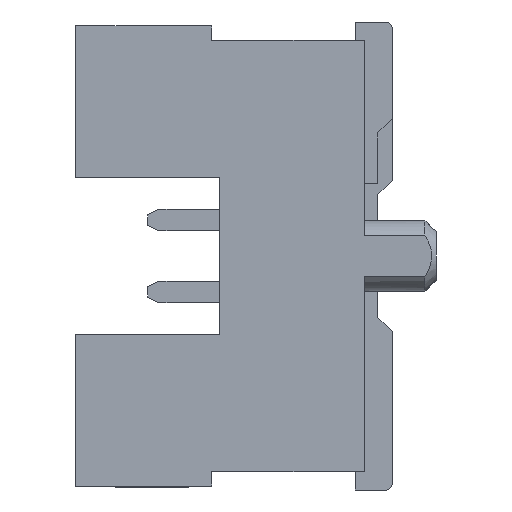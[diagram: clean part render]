
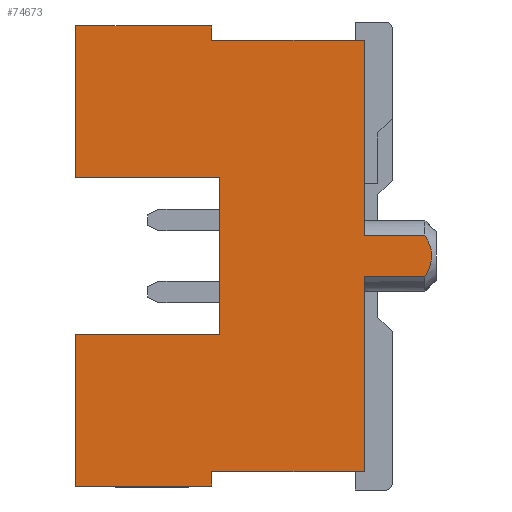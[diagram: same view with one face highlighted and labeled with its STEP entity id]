
A CAD part, left-side view. The second image highlights one B-rep face of the part: STEP entity #74673.
In plain terms, the highlighted planar face has unit normal (-1, 0, 0).
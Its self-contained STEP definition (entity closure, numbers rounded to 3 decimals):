
#4667=DIRECTION('',(0.,1.,0.));
#4668=VECTOR('',#4667,2.54);
#4669=CARTESIAN_POINT('',(-29.85,2.56,-1.395));
#4670=LINE('',#4669,#4668);
#4890=DIRECTION('',(0.,1.,0.));
#4891=VECTOR('',#4890,2.7);
#4892=CARTESIAN_POINT('',(-29.85,0.,3.81));
#4893=LINE('',#4892,#4891);
#4902=DIRECTION('',(0.,0.,1.));
#4903=VECTOR('',#4902,0.255);
#4904=CARTESIAN_POINT('',(-29.85,2.7,3.81));
#4905=LINE('',#4904,#4903);
#4918=DIRECTION('',(0.,-1.,0.));
#4919=VECTOR('',#4918,2.4);
#4920=CARTESIAN_POINT('',(-29.85,5.1,4.065));
#4921=LINE('',#4920,#4919);
#4922=DIRECTION('',(0.,0.,1.));
#4923=VECTOR('',#4922,3.44);
#4924=CARTESIAN_POINT('',(-29.85,0.,-3.81));
#4925=LINE('',#4924,#4923);
#4926=DIRECTION('',(0.,0.,-1.));
#4927=VECTOR('',#4926,2.67);
#4928=CARTESIAN_POINT('',(-29.85,5.1,-1.395));
#4929=LINE('',#4928,#4927);
#4930=DIRECTION('',(0.,-1.,0.));
#4931=VECTOR('',#4930,2.54);
#4932=CARTESIAN_POINT('',(-29.85,5.1,1.395));
#4933=LINE('',#4932,#4931);
#4934=DIRECTION('',(0.,0.,-1.));
#4935=VECTOR('',#4934,2.67);
#4936=CARTESIAN_POINT('',(-29.85,5.1,4.065));
#4937=LINE('',#4936,#4935);
#4938=DIRECTION('',(0.,0.,1.));
#4939=VECTOR('',#4938,3.44);
#4940=CARTESIAN_POINT('',(-29.85,0.,0.37));
#4941=LINE('',#4940,#4939);
#4958=DIRECTION('',(0.,1.,0.));
#4959=VECTOR('',#4958,1.07);
#4960=CARTESIAN_POINT('',(-29.85,-1.07,
0.37));
#4961=LINE('',#4960,#4959);
#4962=DIRECTION('',(0.,-1.,0.));
#4963=VECTOR('',#4962,1.07);
#4964=CARTESIAN_POINT('',(-29.85,0.,-0.37));
#4965=LINE('',#4964,#4963);
#4978=CARTESIAN_POINT('',(-29.85,-1.07,
-0.37));
#4979=CARTESIAN_POINT('',(-29.85,-1.087,
-0.341));
#4980=CARTESIAN_POINT('',(-29.85,-1.117,
-0.286));
#4981=CARTESIAN_POINT('',(-29.85,-1.15,
-0.21));
#4982=CARTESIAN_POINT('',(-29.85,-1.173,
-0.138));
#4983=CARTESIAN_POINT('',(-29.85,-1.187,
-0.069));
#4984=CARTESIAN_POINT('',(-29.85,-1.192,
0.));
#4985=CARTESIAN_POINT('',(-29.85,-1.187,
0.069));
#4986=CARTESIAN_POINT('',(-29.85,-1.173,
0.138));
#4987=CARTESIAN_POINT('',(-29.85,-1.15,
0.21));
#4988=CARTESIAN_POINT('',(-29.85,-1.117,
0.286));
#4989=CARTESIAN_POINT('',(-29.85,-1.087,
0.341));
#4990=CARTESIAN_POINT('',(-29.85,-1.07,
0.37));
#5025=DIRECTION('',(0.,-1.,0.));
#5026=VECTOR('',#5025,2.7);
#5027=CARTESIAN_POINT('',(-29.85,2.7,-3.81));
#5028=LINE('',#5027,#5026);
#5053=DIRECTION('',(0.,0.,1.));
#5054=VECTOR('',#5053,0.255);
#5055=CARTESIAN_POINT('',(-29.85,2.7,-4.065));
#5056=LINE('',#5055,#5054);
#5065=DIRECTION('',(0.,1.,0.));
#5066=VECTOR('',#5065,2.4);
#5067=CARTESIAN_POINT('',(-29.85,2.7,-4.065));
#5068=LINE('',#5067,#5066);
#6509=DIRECTION('',(0.,0.,-1.));
#6510=VECTOR('',#6509,2.79);
#6511=CARTESIAN_POINT('',(-29.85,2.56,1.395));
#6512=LINE('',#6511,#6510);
#62823=CARTESIAN_POINT('',(-29.85,0.,3.81));
#62824=VERTEX_POINT('',#62823);
#62825=CARTESIAN_POINT('',(-29.85,0.,0.37));
#62826=VERTEX_POINT('',#62825);
#62827=CARTESIAN_POINT('',(-29.85,0.,-0.37));
#62828=VERTEX_POINT('',#62827);
#62829=CARTESIAN_POINT('',(-29.85,0.,-3.81));
#62830=VERTEX_POINT('',#62829);
#64313=CARTESIAN_POINT('',(-29.85,5.1,4.065));
#64314=VERTEX_POINT('',#64313);
#64315=CARTESIAN_POINT('',(-29.85,5.1,1.395));
#64316=VERTEX_POINT('',#64315);
#64319=CARTESIAN_POINT('',(-29.85,5.1,-1.395));
#64320=VERTEX_POINT('',#64319);
#64321=CARTESIAN_POINT('',(-29.85,5.1,-4.065));
#64322=VERTEX_POINT('',#64321);
#64335=CARTESIAN_POINT('',(-29.85,2.56,1.395));
#64336=VERTEX_POINT('',#64335);
#64337=CARTESIAN_POINT('',(-29.85,-1.07,
0.37));
#64338=VERTEX_POINT('',#64337);
#64339=VERTEX_POINT('',#4978);
#64340=CARTESIAN_POINT('',(-29.85,2.7,-3.81));
#64341=VERTEX_POINT('',#64340);
#64342=CARTESIAN_POINT('',(-29.85,2.7,-4.065));
#64343=VERTEX_POINT('',#64342);
#64344=CARTESIAN_POINT('',(-29.85,2.56,-1.395));
#64345=VERTEX_POINT('',#64344);
#64346=CARTESIAN_POINT('',(-29.85,2.7,4.065));
#64347=VERTEX_POINT('',#64346);
#64348=CARTESIAN_POINT('',(-29.85,2.7,3.81));
#64349=VERTEX_POINT('',#64348);
#74643=CARTESIAN_POINT('',(-29.85,1.955,0.));
#74644=DIRECTION('',(1.,0.,0.));
#74645=DIRECTION('',(0.,0.,1.));
#74646=AXIS2_PLACEMENT_3D('',#74643,#74644,#74645);
#74647=PLANE('',#74646);
#74649=ORIENTED_EDGE('',*,*,#74648,.F.);
#74651=ORIENTED_EDGE('',*,*,#74650,.F.);
#74653=ORIENTED_EDGE('',*,*,#74652,.F.);
#74654=ORIENTED_EDGE('',*,*,#69909,.F.);
#74656=ORIENTED_EDGE('',*,*,#74655,.F.);
#74658=ORIENTED_EDGE('',*,*,#74657,.F.);
#74660=ORIENTED_EDGE('',*,*,#74659,.T.);
#74661=ORIENTED_EDGE('',*,*,#74297,.F.);
#74662=ORIENTED_EDGE('',*,*,#74335,.F.);
#74664=ORIENTED_EDGE('',*,*,#74663,.F.);
#74665=ORIENTED_EDGE('',*,*,#74384,.F.);
#74666=ORIENTED_EDGE('',*,*,#74408,.F.);
#74667=ORIENTED_EDGE('',*,*,#74638,.T.);
#74668=ORIENTED_EDGE('',*,*,#74625,.F.);
#74669=ORIENTED_EDGE('',*,*,#74611,.F.);
#74670=ORIENTED_EDGE('',*,*,#69913,.F.);
#74671=EDGE_LOOP('',(#74649,#74651,#74653,#74654,#74656,#74658,#74660,#74661,
#74662,#74664,#74665,#74666,#74667,#74668,#74669,#74670));
#74672=FACE_OUTER_BOUND('',#74671,.F.);
#74673=ADVANCED_FACE('',(#74672),#74647,.F.);
#4991=B_SPLINE_CURVE_WITH_KNOTS('',3,(#4978,#4979,#4980,#4981,#4982,#4983,#4984,
#4985,#4986,#4987,#4988,#4989,#4990),.UNSPECIFIED.,.F.,.F.,(4,1,1,1,1,1,1,1,1,1,
4),(0.,0.1,0.2,0.3,0.4,0.5,0.6,0.7,0.8,0.9,1.),
.UNSPECIFIED.);
#69909=EDGE_CURVE('',#62830,#62828,#4925,.T.);
#69913=EDGE_CURVE('',#62826,#62824,#4941,.T.);
#74297=EDGE_CURVE('',#64320,#64322,#4929,.T.);
#74335=EDGE_CURVE('',#64345,#64320,#4670,.T.);
#74384=EDGE_CURVE('',#64316,#64336,#4933,.T.);
#74408=EDGE_CURVE('',#64314,#64316,#4937,.T.);
#74611=EDGE_CURVE('',#62824,#64349,#4893,.T.);
#74625=EDGE_CURVE('',#64349,#64347,#4905,.T.);
#74638=EDGE_CURVE('',#64314,#64347,#4921,.T.);
#74648=EDGE_CURVE('',#64338,#62826,#4961,.T.);
#74650=EDGE_CURVE('',#64339,#64338,#4991,.T.);
#74652=EDGE_CURVE('',#62828,#64339,#4965,.T.);
#74655=EDGE_CURVE('',#64341,#62830,#5028,.T.);
#74657=EDGE_CURVE('',#64343,#64341,#5056,.T.);
#74659=EDGE_CURVE('',#64343,#64322,#5068,.T.);
#74663=EDGE_CURVE('',#64336,#64345,#6512,.T.);
